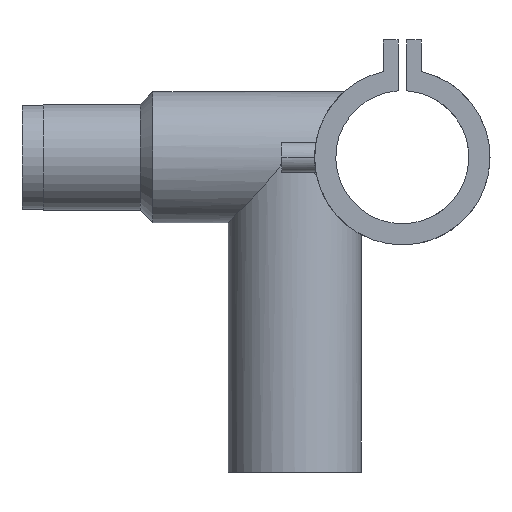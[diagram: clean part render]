
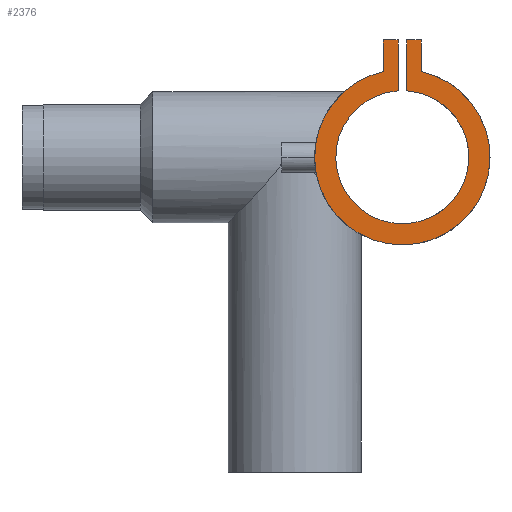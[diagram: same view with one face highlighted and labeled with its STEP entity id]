
A CAD part, left-side view. The second image highlights one B-rep face of the part: STEP entity #2376.
In plain terms, the highlighted planar face has unit normal (-1, 0, 0).
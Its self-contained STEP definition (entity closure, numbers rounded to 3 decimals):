
#45 = EDGE_CURVE ( 'NONE', #1821, #1897, #1087, .T. ) ;
#84 = DIRECTION ( 'NONE',  ( 0., 0., 1. ) ) ;
#86 = CARTESIAN_POINT ( 'NONE',  ( -60., 9., 55.512 ) ) ;
#89 = LINE ( 'NONE', #86, #1247 ) ;
#242 = EDGE_CURVE ( 'NONE', #1727, #1311, #1962, .T. ) ;
#400 = DIRECTION ( 'NONE',  ( 0., 0., -1. ) ) ;
#402 = CARTESIAN_POINT ( 'NONE',  ( -60., 2., 55.512 ) ) ;
#404 = LINE ( 'NONE', #402, #1603 ) ;
#452 = CARTESIAN_POINT ( 'NONE',  ( -60., -2., 31.436 ) ) ;
#497 = CARTESIAN_POINT ( 'NONE',  ( -60., -2., 55.512 ) ) ;
#632 = CARTESIAN_POINT ( 'NONE',  ( -60., 9., 55.512 ) ) ;
#645 = EDGE_CURVE ( 'NONE', #1151, #1727, #404, .T. ) ;
#673 = VECTOR ( 'NONE', #1483, 1000. ) ;
#710 = DIRECTION ( 'NONE',  ( 0., 0., 1. ) ) ;
#734 = DIRECTION ( 'NONE',  ( 0., 0., -1. ) ) ;
#736 = DIRECTION ( 'NONE',  ( -1., 0., 0. ) ) ;
#738 = CARTESIAN_POINT ( 'NONE',  ( -60., 0., 0. ) ) ;
#922 = DIRECTION ( 'NONE',  ( 1., 0., 0. ) ) ;
#973 = CARTESIAN_POINT ( 'NONE',  ( -60., 0., 0. ) ) ;
#984 = VECTOR ( 'NONE', #710, 1000. ) ;
#1010 = EDGE_CURVE ( 'NONE', #1854, #1915, #89, .T. ) ;
#1078 = DIRECTION ( 'NONE',  ( 0., 0., -1. ) ) ;
#1080 = AXIS2_PLACEMENT_3D ( 'NONE', #2577, #922, #1909 ) ;
#1083 = CARTESIAN_POINT ( 'NONE',  ( -60., -9., 55.512 ) ) ;
#1084 = CIRCLE ( 'NONE', #1080, 41.5 ) ;
#1087 = LINE ( 'NONE', #1083, #2074 ) ;
#1095 = VECTOR ( 'NONE', #1623, 1000. ) ;
#1151 = VERTEX_POINT ( 'NONE', #1314 ) ;
#1183 = EDGE_CURVE ( 'NONE', #1915, #1151, #2445, .T. ) ;
#1209 = CARTESIAN_POINT ( 'NONE',  ( -60., 9., 55.512 ) ) ;
#1218 = CARTESIAN_POINT ( 'NONE',  ( -60., -2., 55.512 ) ) ;
#1245 = EDGE_CURVE ( 'NONE', #1897, #1854, #1084, .T. ) ;
#1247 = VECTOR ( 'NONE', #84, 1000. ) ;
#1311 = VERTEX_POINT ( 'NONE', #452 ) ;
#1314 = CARTESIAN_POINT ( 'NONE',  ( -60., 2., 55.512 ) ) ;
#1363 = EDGE_CURVE ( 'NONE', #1311, #1400, #1942, .T. ) ;
#1400 = VERTEX_POINT ( 'NONE', #1218 ) ;
#1483 = DIRECTION ( 'NONE',  ( 0., -1., 0. ) ) ;
#1603 = VECTOR ( 'NONE', #400, 1000. ) ;
#1623 = DIRECTION ( 'NONE',  ( 0., -1., 0. ) ) ;
#1727 = VERTEX_POINT ( 'NONE', #2477 ) ;
#1743 = EDGE_CURVE ( 'NONE', #1400, #1821, #2379, .T. ) ;
#1821 = VERTEX_POINT ( 'NONE', #2062 ) ;
#1832 = ORIENTED_EDGE ( 'NONE', *, *, #1183, .F. ) ;
#1844 = ORIENTED_EDGE ( 'NONE', *, *, #1010, .F. ) ;
#1854 = VERTEX_POINT ( 'NONE', #2321 ) ;
#1897 = VERTEX_POINT ( 'NONE', #1932 ) ;
#1909 = DIRECTION ( 'NONE',  ( 0., 0., -1. ) ) ;
#1915 = VERTEX_POINT ( 'NONE', #1209 ) ;
#1916 = AXIS2_PLACEMENT_3D ( 'NONE', #738, #736, #734 ) ;
#1932 = CARTESIAN_POINT ( 'NONE',  ( -60., -9., 40.512 ) ) ;
#1933 = EDGE_LOOP ( 'NONE', ( #1993, #1989, #1985, #1980, #1975, #1958, #1832, #1844 ) ) ;
#1942 = LINE ( 'NONE', #2479, #984 ) ;
#1955 = DIRECTION ( 'NONE',  ( 1., 0., 0. ) ) ;
#1958 = ORIENTED_EDGE ( 'NONE', *, *, #645, .F. ) ;
#1962 = CIRCLE ( 'NONE', #1916, 31.5 ) ;
#1975 = ORIENTED_EDGE ( 'NONE', *, *, #242, .F. ) ;
#1980 = ORIENTED_EDGE ( 'NONE', *, *, #1363, .F. ) ;
#1985 = ORIENTED_EDGE ( 'NONE', *, *, #1743, .F. ) ;
#1989 = ORIENTED_EDGE ( 'NONE', *, *, #45, .F. ) ;
#1993 = ORIENTED_EDGE ( 'NONE', *, *, #1245, .F. ) ;
#2062 = CARTESIAN_POINT ( 'NONE',  ( -60., -9., 55.512 ) ) ;
#2074 = VECTOR ( 'NONE', #1078, 1000. ) ;
#2146 = FACE_OUTER_BOUND ( 'NONE', #1933, .T. ) ;
#2321 = CARTESIAN_POINT ( 'NONE',  ( -60., 9., 40.512 ) ) ;
#2376 = ADVANCED_FACE ( 'NONE', ( #2146 ), #2596, .F. ) ;
#2379 = LINE ( 'NONE', #497, #673 ) ;
#2394 = AXIS2_PLACEMENT_3D ( 'NONE', #973, #1955, #2485 ) ;
#2445 = LINE ( 'NONE', #632, #1095 ) ;
#2477 = CARTESIAN_POINT ( 'NONE',  ( -60., 2., 31.436 ) ) ;
#2479 = CARTESIAN_POINT ( 'NONE',  ( -60., -2., 55.512 ) ) ;
#2485 = DIRECTION ( 'NONE',  ( 0., 0., -1. ) ) ;
#2577 = CARTESIAN_POINT ( 'NONE',  ( -60., 0., 0. ) ) ;
#2596 = PLANE ( 'NONE',  #2394 ) ;
